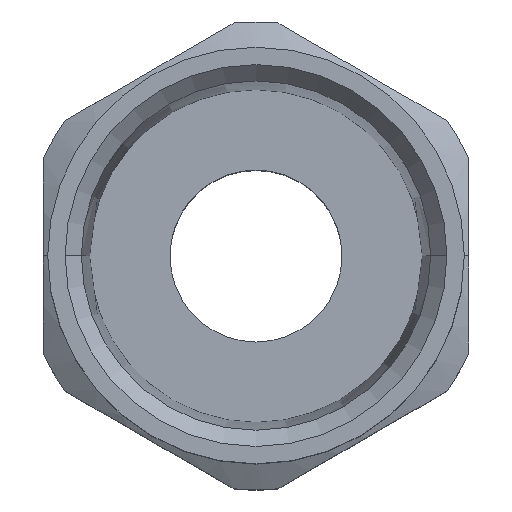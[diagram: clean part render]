
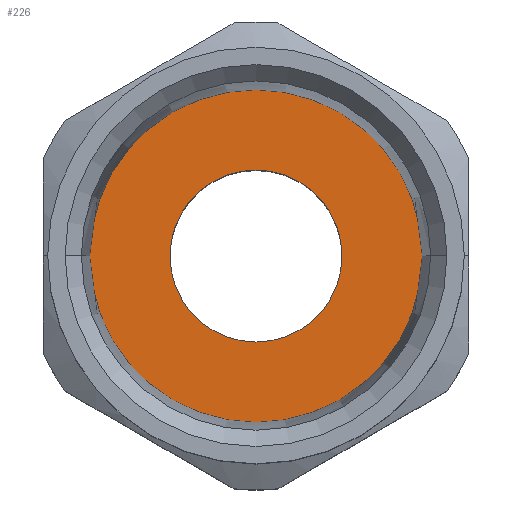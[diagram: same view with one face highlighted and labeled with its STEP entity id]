
A CAD part, top view. The second image highlights one B-rep face of the part: STEP entity #226.
In plain terms, the highlighted planar face has unit normal (0, 0, 1).
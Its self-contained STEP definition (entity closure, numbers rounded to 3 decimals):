
#145 = ORIENTED_EDGE ( 'NONE', *, *, #215, .T. ) ;
#215 = EDGE_CURVE ( 'NONE', #379, #728, #597, .T. ) ;
#220 = EDGE_CURVE ( 'NONE', #510, #814, #431, .T. ) ;
#226 = ADVANCED_FACE ( 'NONE', ( #740, #577 ), #1228, .T. ) ;
#240 = CIRCLE ( 'NONE', #678, 9.383 ) ;
#297 = CIRCLE ( 'NONE', #669, 4.85 ) ;
#379 = VERTEX_POINT ( 'NONE', #1129 ) ;
#431 = CIRCLE ( 'NONE', #870, 4.85 ) ;
#440 = DIRECTION ( 'NONE',  ( 1., 0., 0. ) ) ;
#441 = DIRECTION ( 'NONE',  ( 0., 0., 1. ) ) ;
#442 = CARTESIAN_POINT ( 'NONE',  ( 0., 0., -16. ) ) ;
#455 = DIRECTION ( 'NONE',  ( 1., 0., 0. ) ) ;
#456 = DIRECTION ( 'NONE',  ( 0., 0., 1. ) ) ;
#457 = CARTESIAN_POINT ( 'NONE',  ( 0., 0., -16. ) ) ;
#510 = VERTEX_POINT ( 'NONE', #1018 ) ;
#577 = FACE_BOUND ( 'NONE', #1027, .T. ) ;
#597 = CIRCLE ( 'NONE', #879, 9.383 ) ;
#649 = ORIENTED_EDGE ( 'NONE', *, *, #220, .F. ) ;
#669 = AXIS2_PLACEMENT_3D ( 'NONE', #442, #441, #440 ) ;
#678 = AXIS2_PLACEMENT_3D ( 'NONE', #457, #456, #455 ) ;
#728 = VERTEX_POINT ( 'NONE', #1012 ) ;
#740 = FACE_OUTER_BOUND ( 'NONE', #871, .T. ) ;
#768 = ORIENTED_EDGE ( 'NONE', *, *, #1243, .F. ) ;
#814 = VERTEX_POINT ( 'NONE', #946 ) ;
#848 = AXIS2_PLACEMENT_3D ( 'NONE', #1234, #1224, #1221 ) ;
#870 = AXIS2_PLACEMENT_3D ( 'NONE', #1249, #1246, #1244 ) ;
#871 = EDGE_LOOP ( 'NONE', ( #873, #145 ) ) ;
#873 = ORIENTED_EDGE ( 'NONE', *, *, #1229, .T. ) ;
#879 = AXIS2_PLACEMENT_3D ( 'NONE', #1279, #1278, #1272 ) ;
#946 = CARTESIAN_POINT ( 'NONE',  ( 4.85, 0., -16. ) ) ;
#1012 = CARTESIAN_POINT ( 'NONE',  ( 9.383, 0., -16. ) ) ;
#1018 = CARTESIAN_POINT ( 'NONE',  ( -4.85, 0., -16. ) ) ;
#1027 = EDGE_LOOP ( 'NONE', ( #768, #649 ) ) ;
#1129 = CARTESIAN_POINT ( 'NONE',  ( -9.383, 0., -16. ) ) ;
#1221 = DIRECTION ( 'NONE',  ( 1., 0., 0. ) ) ;
#1224 = DIRECTION ( 'NONE',  ( 0., 0., 1. ) ) ;
#1228 = PLANE ( 'NONE',  #848 ) ;
#1229 = EDGE_CURVE ( 'NONE', #728, #379, #240, .T. ) ;
#1234 = CARTESIAN_POINT ( 'NONE',  ( 0., 9.383, -16. ) ) ;
#1243 = EDGE_CURVE ( 'NONE', #814, #510, #297, .T. ) ;
#1244 = DIRECTION ( 'NONE',  ( 1., 0., 0. ) ) ;
#1246 = DIRECTION ( 'NONE',  ( 0., 0., 1. ) ) ;
#1249 = CARTESIAN_POINT ( 'NONE',  ( 0., 0., -16. ) ) ;
#1272 = DIRECTION ( 'NONE',  ( 1., 0., 0. ) ) ;
#1278 = DIRECTION ( 'NONE',  ( 0., 0., 1. ) ) ;
#1279 = CARTESIAN_POINT ( 'NONE',  ( 0., 0., -16. ) ) ;
